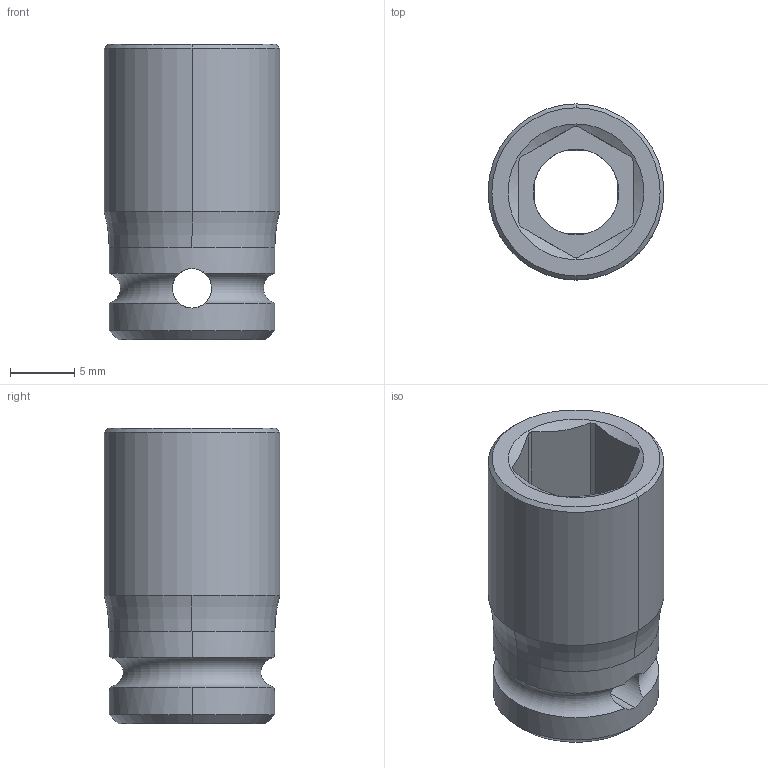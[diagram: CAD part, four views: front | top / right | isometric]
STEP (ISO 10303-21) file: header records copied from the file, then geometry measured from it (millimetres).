
FILE_DESCRIPTION((''),'2;1');
FILE_NAME('4027110009','2023-08-21T13:57:08',('A00565553'),(''),'CREO PARAMETRIC BY PTC INC, 2022414','CREO PARAMETRIC BY PTC INC, 2022414','');
FILE_SCHEMA(('CONFIG_CONTROL_DESIGN','GEOMETRIC_VALIDATION_PROPERTIES_MIM'));
Length unit declared in the file: millimetre
Products named in the file (1): 4027110009
Bounding box: 13.7 x 13.7 x 23 mm (x, y, z)
Volume: 2015.7 mm3; surface area: 1758.9 mm2
Topology: 1 solids, 1 shells, 63 faces, 175 edges, 112 vertices
Faces by surface type: cylinder 23, plane 22, cone 14, torus 4
Entity records: 2309 total; most frequent: CARTESIAN_POINT 582, ORIENTED_EDGE 350, DIRECTION 332, EDGE_CURVE 175, AXIS2_PLACEMENT_3D 131, VERTEX_POINT 112, VECTOR 70, LINE 70
